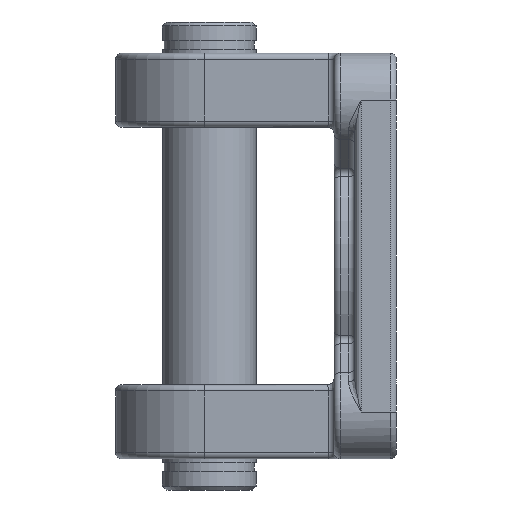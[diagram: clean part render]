
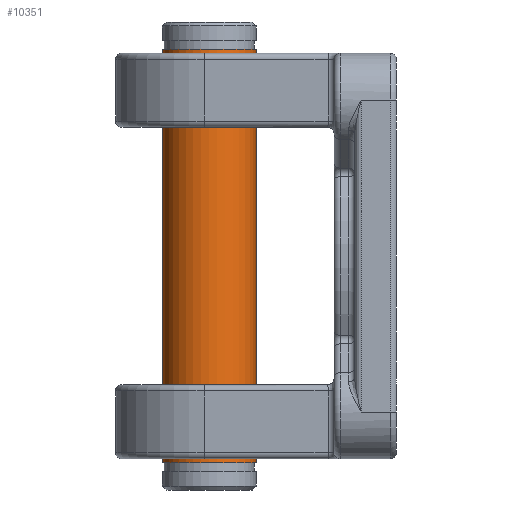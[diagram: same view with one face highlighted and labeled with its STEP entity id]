
A CAD part, left-side view. The second image highlights one B-rep face of the part: STEP entity #10351.
In plain terms, the highlighted cylindrical face has radius 6 mm (diameter 12 mm), a partial arc.
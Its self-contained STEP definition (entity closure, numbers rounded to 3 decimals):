
#9707 = PLANE('',#9708);
#9708 = AXIS2_PLACEMENT_3D('',#9709,#9710,#9711);
#9709 = CARTESIAN_POINT('',(0.,30.,-26.5));
#9710 = DIRECTION('',(0.,0.,1.));
#9711 = DIRECTION('',(0.,-1.,0.));
#9744 = VERTEX_POINT('',#9745);
#9745 = CARTESIAN_POINT('',(0.,18.,-26.5));
#9746 = VERTEX_POINT('',#9747);
#9747 = CARTESIAN_POINT('',(0.,30.,-26.5));
#9755 = CYLINDRICAL_SURFACE('',#9756,6.);
#9756 = AXIS2_PLACEMENT_3D('',#9757,#9758,#9759);
#9757 = CARTESIAN_POINT('',(0.,24.,30.));
#9758 = DIRECTION('',(0.,0.,1.));
#9759 = DIRECTION('',(0.,-1.,0.));
#9774 = EDGE_CURVE('',#9746,#9775,#9777,.T.);
#9775 = VERTEX_POINT('',#9776);
#9776 = CARTESIAN_POINT('',(0.,30.,26.5));
#9777 = SURFACE_CURVE('',#9778,(#9782,#9789),.PCURVE_S1.);
#9778 = LINE('',#9779,#9780);
#9779 = CARTESIAN_POINT('',(0.,30.,30.));
#9780 = VECTOR('',#9781,1.);
#9781 = DIRECTION('',(0.,0.,1.));
#9782 = PCURVE('',#9755,#9783);
#9783 = DEFINITIONAL_REPRESENTATION('',(#9784),#9788);
#9784 = LINE('',#9785,#9786);
#9785 = CARTESIAN_POINT('',(3.142,0.));
#9786 = VECTOR('',#9787,1.);
#9787 = DIRECTION('',(0.,1.));
#9788 = ( GEOMETRIC_REPRESENTATION_CONTEXT(2) 
PARAMETRIC_REPRESENTATION_CONTEXT() REPRESENTATION_CONTEXT('2D SPACE',''
  ) );
#9789 = PCURVE('',#9790,#9795);
#9790 = CYLINDRICAL_SURFACE('',#9791,6.);
#9791 = AXIS2_PLACEMENT_3D('',#9792,#9793,#9794);
#9792 = CARTESIAN_POINT('',(0.,24.,30.));
#9793 = DIRECTION('',(0.,0.,1.));
#9794 = DIRECTION('',(0.,-1.,0.));
#9795 = DEFINITIONAL_REPRESENTATION('',(#9796),#9800);
#9796 = LINE('',#9797,#9798);
#9797 = CARTESIAN_POINT('',(3.142,0.));
#9798 = VECTOR('',#9799,1.);
#9799 = DIRECTION('',(0.,1.));
#9800 = ( GEOMETRIC_REPRESENTATION_CONTEXT(2) 
PARAMETRIC_REPRESENTATION_CONTEXT() REPRESENTATION_CONTEXT('2D SPACE',''
  ) );
#9803 = VERTEX_POINT('',#9804);
#9804 = CARTESIAN_POINT('',(0.,18.,26.5));
#9819 = PLANE('',#9820);
#9820 = AXIS2_PLACEMENT_3D('',#9821,#9822,#9823);
#9821 = CARTESIAN_POINT('',(0.,29.75,26.5));
#9822 = DIRECTION('',(0.,0.,-1.));
#9823 = DIRECTION('',(0.,1.,0.));
#9835 = EDGE_CURVE('',#9744,#9803,#9836,.T.);
#9836 = SURFACE_CURVE('',#9837,(#9841,#9848),.PCURVE_S1.);
#9837 = LINE('',#9838,#9839);
#9838 = CARTESIAN_POINT('',(0.,18.,30.));
#9839 = VECTOR('',#9840,1.);
#9840 = DIRECTION('',(0.,0.,1.));
#9841 = PCURVE('',#9755,#9842);
#9842 = DEFINITIONAL_REPRESENTATION('',(#9843),#9847);
#9843 = LINE('',#9844,#9845);
#9844 = CARTESIAN_POINT('',(0.,0.));
#9845 = VECTOR('',#9846,1.);
#9846 = DIRECTION('',(0.,1.));
#9847 = ( GEOMETRIC_REPRESENTATION_CONTEXT(2) 
PARAMETRIC_REPRESENTATION_CONTEXT() REPRESENTATION_CONTEXT('2D SPACE',''
  ) );
#9848 = PCURVE('',#9790,#9849);
#9849 = DEFINITIONAL_REPRESENTATION('',(#9850),#9854);
#9850 = LINE('',#9851,#9852);
#9851 = CARTESIAN_POINT('',(6.283,0.));
#9852 = VECTOR('',#9853,1.);
#9853 = DIRECTION('',(0.,1.));
#9854 = ( GEOMETRIC_REPRESENTATION_CONTEXT(2) 
PARAMETRIC_REPRESENTATION_CONTEXT() REPRESENTATION_CONTEXT('2D SPACE',''
  ) );
#10326 = EDGE_CURVE('',#9775,#9803,#10327,.T.);
#10327 = SURFACE_CURVE('',#10328,(#10333,#10344),.PCURVE_S1.);
#10328 = CIRCLE('',#10329,6.);
#10329 = AXIS2_PLACEMENT_3D('',#10330,#10331,#10332);
#10330 = CARTESIAN_POINT('',(0.,24.,26.5));
#10331 = DIRECTION('',(0.,0.,1.));
#10332 = DIRECTION('',(0.,-1.,0.));
#10333 = PCURVE('',#9819,#10334);
#10334 = DEFINITIONAL_REPRESENTATION('',(#10335),#10343);
#10335 = ( BOUNDED_CURVE() B_SPLINE_CURVE(2,(#10336,#10337,#10338,#10339
    ,#10340,#10341,#10342),.UNSPECIFIED.,.T.,.F.) 
B_SPLINE_CURVE_WITH_KNOTS((1,2,2,2,2,1),(-2.094,0.,
    2.094,4.189,6.283,8.378),
.UNSPECIFIED.) CURVE() GEOMETRIC_REPRESENTATION_ITEM() 
RATIONAL_B_SPLINE_CURVE((1.,0.5,1.,0.5,1.,0.5,1.)) REPRESENTATION_ITEM(
  '') );
#10336 = CARTESIAN_POINT('',(-11.75,0.));
#10337 = CARTESIAN_POINT('',(-11.75,10.392));
#10338 = CARTESIAN_POINT('',(-2.75,5.196));
#10339 = CARTESIAN_POINT('',(6.25,0.));
#10340 = CARTESIAN_POINT('',(-2.75,-5.196));
#10341 = CARTESIAN_POINT('',(-11.75,-10.392));
#10342 = CARTESIAN_POINT('',(-11.75,0.));
#10343 = ( GEOMETRIC_REPRESENTATION_CONTEXT(2) 
PARAMETRIC_REPRESENTATION_CONTEXT() REPRESENTATION_CONTEXT('2D SPACE',''
  ) );
#10344 = PCURVE('',#9790,#10345);
#10345 = DEFINITIONAL_REPRESENTATION('',(#10346),#10350);
#10346 = LINE('',#10347,#10348);
#10347 = CARTESIAN_POINT('',(0.,-3.5));
#10348 = VECTOR('',#10349,1.);
#10349 = DIRECTION('',(1.,0.));
#10350 = ( GEOMETRIC_REPRESENTATION_CONTEXT(2) 
PARAMETRIC_REPRESENTATION_CONTEXT() REPRESENTATION_CONTEXT('2D SPACE',''
  ) );
#10351 = ADVANCED_FACE('',(#10352),#9790,.T.);
#10352 = FACE_BOUND('',#10353,.T.);
#10353 = EDGE_LOOP('',(#10354,#10355,#10377,#10378));
#10354 = ORIENTED_EDGE('',*,*,#9774,.F.);
#10355 = ORIENTED_EDGE('',*,*,#10356,.T.);
#10356 = EDGE_CURVE('',#9746,#9744,#10357,.T.);
#10357 = SURFACE_CURVE('',#10358,(#10363,#10370),.PCURVE_S1.);
#10358 = CIRCLE('',#10359,6.);
#10359 = AXIS2_PLACEMENT_3D('',#10360,#10361,#10362);
#10360 = CARTESIAN_POINT('',(0.,24.,-26.5));
#10361 = DIRECTION('',(0.,0.,1.));
#10362 = DIRECTION('',(0.,-1.,0.));
#10363 = PCURVE('',#9790,#10364);
#10364 = DEFINITIONAL_REPRESENTATION('',(#10365),#10369);
#10365 = LINE('',#10366,#10367);
#10366 = CARTESIAN_POINT('',(0.,-56.5));
#10367 = VECTOR('',#10368,1.);
#10368 = DIRECTION('',(1.,0.));
#10369 = ( GEOMETRIC_REPRESENTATION_CONTEXT(2) 
PARAMETRIC_REPRESENTATION_CONTEXT() REPRESENTATION_CONTEXT('2D SPACE',''
  ) );
#10370 = PCURVE('',#9707,#10371);
#10371 = DEFINITIONAL_REPRESENTATION('',(#10372),#10376);
#10372 = CIRCLE('',#10373,6.);
#10373 = AXIS2_PLACEMENT_2D('',#10374,#10375);
#10374 = CARTESIAN_POINT('',(6.,0.));
#10375 = DIRECTION('',(1.,0.));
#10376 = ( GEOMETRIC_REPRESENTATION_CONTEXT(2) 
PARAMETRIC_REPRESENTATION_CONTEXT() REPRESENTATION_CONTEXT('2D SPACE',''
  ) );
#10377 = ORIENTED_EDGE('',*,*,#9835,.T.);
#10378 = ORIENTED_EDGE('',*,*,#10326,.F.);
